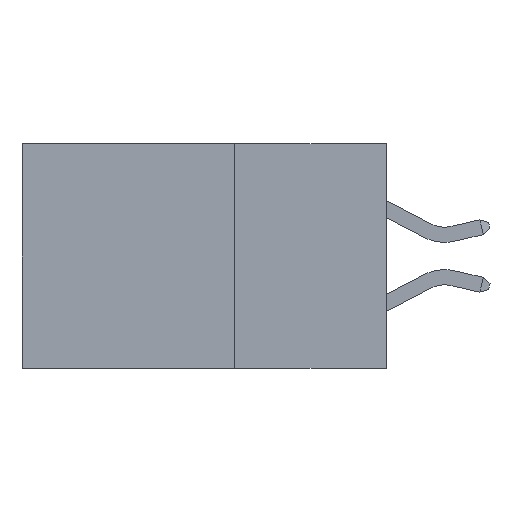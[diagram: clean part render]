
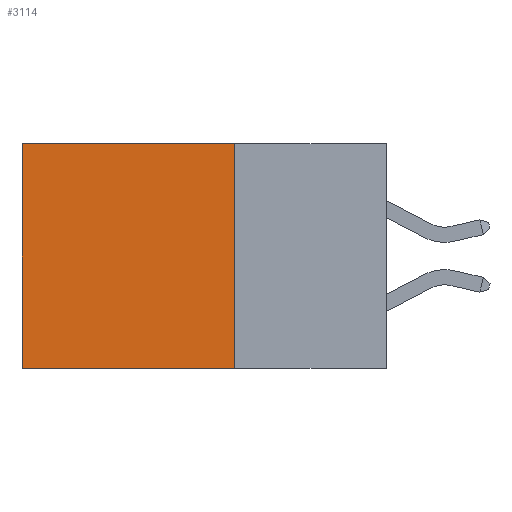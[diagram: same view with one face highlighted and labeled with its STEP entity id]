
A CAD part, left-side view. The second image highlights one B-rep face of the part: STEP entity #3114.
In plain terms, the highlighted planar face has unit normal (-1, 0, 0).
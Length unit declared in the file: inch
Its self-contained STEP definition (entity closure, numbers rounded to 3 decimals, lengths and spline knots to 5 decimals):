
#454 = CARTESIAN_POINT ( 'NONE',  ( 0.2615, 0.6, -0.37 ) ) ;
#480 = CARTESIAN_POINT ( 'NONE',  ( 0.2615, 0.25, -0.37 ) ) ;
#966 = VECTOR ( 'NONE', #6465, 39.37008 ) ;
#1098 = CARTESIAN_POINT ( 'NONE',  ( 0.2615, 0.25, 0. ) ) ;
#1207 = ORIENTED_EDGE ( 'NONE', *, *, #2826, .T. ) ;
#1350 = VERTEX_POINT ( 'NONE', #1688 ) ;
#1688 = CARTESIAN_POINT ( 'NONE',  ( 0.2615, 0.6, 0. ) ) ;
#2826 = EDGE_CURVE ( 'NONE', #1350, #9818, #11792, .T. ) ;
#2946 = AXIS2_PLACEMENT_3D ( 'NONE', #12150, #12129, #12027 ) ;
#3114 = ADVANCED_FACE ( 'NONE', ( #5490 ), #12179, .F. ) ;
#5490 = FACE_OUTER_BOUND ( 'NONE', #11170, .T. ) ;
#5544 = ORIENTED_EDGE ( 'NONE', *, *, #9564, .F. ) ;
#6099 = VERTEX_POINT ( 'NONE', #480 ) ;
#6465 = DIRECTION ( 'NONE',  ( 0., 0., -1. ) ) ;
#6527 = DIRECTION ( 'NONE',  ( 0., 1., 0. ) ) ;
#6737 = VERTEX_POINT ( 'NONE', #1098 ) ;
#6970 = CARTESIAN_POINT ( 'NONE',  ( 0.2615, 0.25, 0. ) ) ;
#7170 = CARTESIAN_POINT ( 'NONE',  ( 0.2615, 0.6, -0.37 ) ) ;
#7840 = VECTOR ( 'NONE', #11486, 39.37008 ) ;
#7876 = VECTOR ( 'NONE', #6527, 39.37008 ) ;
#9157 = DIRECTION ( 'NONE',  ( 0., 1., 0. ) ) ;
#9511 = EDGE_CURVE ( 'NONE', #6737, #6099, #13228, .T. ) ;
#9564 = EDGE_CURVE ( 'NONE', #6099, #9818, #10230, .T. ) ;
#9745 = CARTESIAN_POINT ( 'NONE',  ( 0.2615, 0.25, -0.37 ) ) ;
#9818 = VERTEX_POINT ( 'NONE', #454 ) ;
#10220 = ORIENTED_EDGE ( 'NONE', *, *, #9511, .F. ) ;
#10230 = LINE ( 'NONE', #9745, #12338 ) ;
#11170 = EDGE_LOOP ( 'NONE', ( #1207, #5544, #10220, #11407 ) ) ;
#11237 = CARTESIAN_POINT ( 'NONE',  ( 0.2615, 0.25, -0.37 ) ) ;
#11407 = ORIENTED_EDGE ( 'NONE', *, *, #12152, .T. ) ;
#11486 = DIRECTION ( 'NONE',  ( 0., 0., -1. ) ) ;
#11792 = LINE ( 'NONE', #7170, #966 ) ;
#12027 = DIRECTION ( 'NONE',  ( 0., 0., -1. ) ) ;
#12129 = DIRECTION ( 'NONE',  ( 1., 0., 0. ) ) ;
#12150 = CARTESIAN_POINT ( 'NONE',  ( 0.2615, 0.25, -0.37 ) ) ;
#12152 = EDGE_CURVE ( 'NONE', #6737, #1350, #12418, .T. ) ;
#12179 = PLANE ( 'NONE',  #2946 ) ;
#12338 = VECTOR ( 'NONE', #9157, 39.37008 ) ;
#12418 = LINE ( 'NONE', #6970, #7876 ) ;
#13228 = LINE ( 'NONE', #11237, #7840 ) ;
